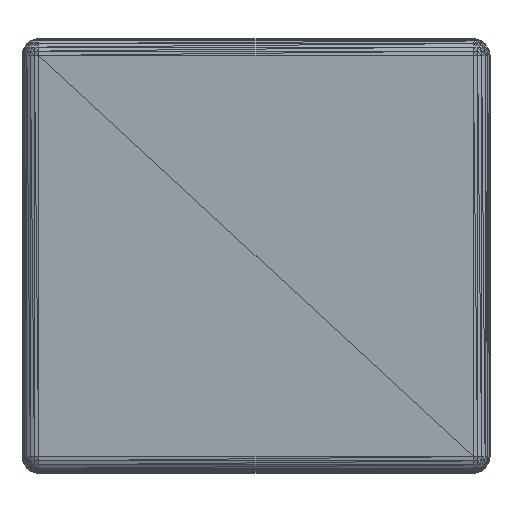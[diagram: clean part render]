
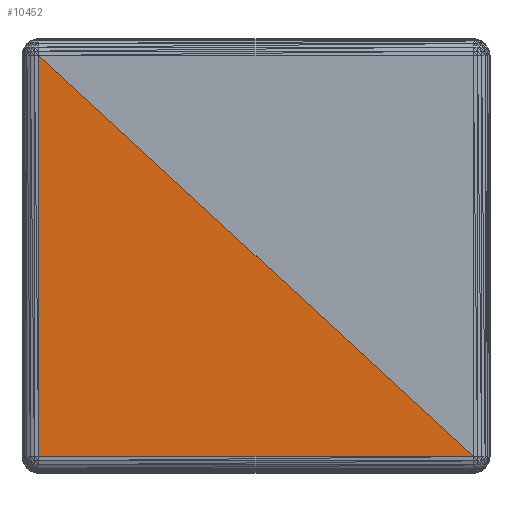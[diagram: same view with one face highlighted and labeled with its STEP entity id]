
A CAD part, left-side view. The second image highlights one B-rep face of the part: STEP entity #10452.
In plain terms, the highlighted planar face has unit normal (-1, 0, 0).
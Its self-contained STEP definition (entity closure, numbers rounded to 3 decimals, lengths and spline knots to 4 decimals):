
#891=DIRECTION('',(0.0,-1.0,0.0));
#1811=VECTOR('',#891,1000.0);
#7713=CARTESIAN_POINT('',(-1.4,1.3,1.2));
#7714=VERTEX_POINT('',#7713);
#7715=CARTESIAN_POINT('',(-1.4,-1.3,-1.2));
#7716=VERTEX_POINT('',#7715);
#7717=CARTESIAN_POINT('',(-1.4,1.3,-1.2));
#7718=VERTEX_POINT('',#7717);
#10422=DIRECTION('',(0.0,-0.735,-0.678));
#10423=VECTOR('',#10422,1000.0);
#10424=LINE('',#7713,#10423);
#10425=EDGE_CURVE('',#7714,#7716,#10424,.T.);
#10437=DIRECTION('',(0.0,0.0,-1.0));
#10438=VECTOR('',#10437,1000.0);
#10439=LINE('',#7713,#10438);
#10440=EDGE_CURVE('',#7714,#7718,#10439,.T.);
#10441=LINE('',#7717,#1811);
#10442=EDGE_CURVE('',#7718,#7716,#10441,.T.);
#10443=ORIENTED_EDGE('',*,*,#10425,.F.);
#10444=ORIENTED_EDGE('',*,*,#10440,.T.);
#10445=ORIENTED_EDGE('',*,*,#10442,.T.);
#10446=DIRECTION('',(-1.0,0.0,0.0));
#10447=DIRECTION('',(0.0,0.735,0.678));
#10448=AXIS2_PLACEMENT_3D('',#7715,#10446,#10447);
#10449=PLANE('',#10448);
#10450=EDGE_LOOP('',(#10443,#10444,#10445));
#10451=FACE_BOUND('',#10450,.T.);
#10452=ADVANCED_FACE('',(#10451),#10449,.T.);
